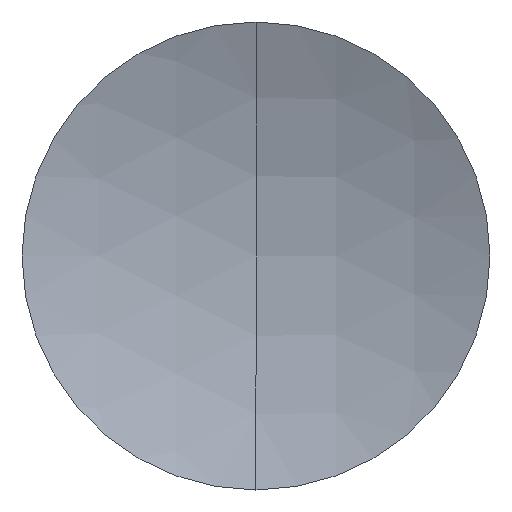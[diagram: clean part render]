
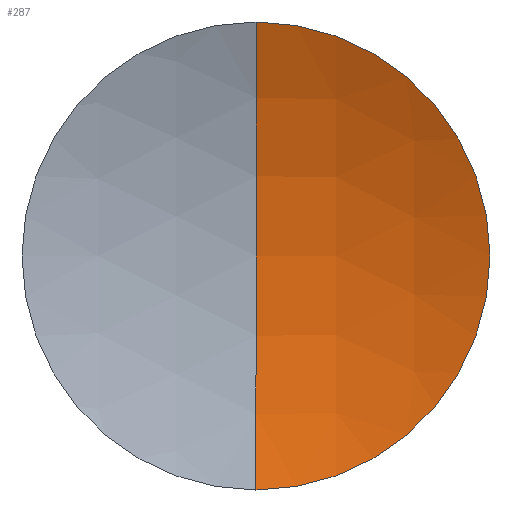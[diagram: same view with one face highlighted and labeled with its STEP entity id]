
A CAD part, left-side view. The second image highlights one B-rep face of the part: STEP entity #287.
In plain terms, the highlighted spherical face has radius 34 mm.
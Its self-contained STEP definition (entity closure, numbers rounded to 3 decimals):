
#5 = ORIENTED_EDGE ( 'NONE', *, *, #330, .T. ) ;
#8 = EDGE_CURVE ( 'NONE', #190, #162, #150, .T. ) ;
#12 = CIRCLE ( 'NONE', #141, 34. ) ;
#14 = DIRECTION ( 'NONE',  ( 0., 1., 0. ) ) ;
#45 = CARTESIAN_POINT ( 'NONE',  ( 224.867, 0., 0. ) ) ;
#48 = CARTESIAN_POINT ( 'NONE',  ( 224.867, 0., 0. ) ) ;
#51 = AXIS2_PLACEMENT_3D ( 'NONE', #45, #14, #99 ) ;
#60 = DIRECTION ( 'NONE',  ( 0., 0., 1. ) ) ;
#76 = CARTESIAN_POINT ( 'NONE',  ( 256.406, 0., -12.7 ) ) ;
#99 = DIRECTION ( 'NONE',  ( 0., 0., 1. ) ) ;
#119 = ORIENTED_EDGE ( 'NONE', *, *, #164, .F. ) ;
#120 = DIRECTION ( 'NONE',  ( 0., 1., 0. ) ) ;
#123 = DIRECTION ( 'NONE',  ( 0., 0., 1. ) ) ;
#135 = CARTESIAN_POINT ( 'NONE',  ( 224.867, 0., 0. ) ) ;
#136 = CARTESIAN_POINT ( 'NONE',  ( 256.406, 0., 0. ) ) ;
#137 = CIRCLE ( 'NONE', #258, 12.7 ) ;
#138 = CARTESIAN_POINT ( 'NONE',  ( 258.867, 0., 0. ) ) ;
#141 = AXIS2_PLACEMENT_3D ( 'NONE', #135, #324, #163 ) ;
#150 = CIRCLE ( 'NONE', #51, 34. ) ;
#156 = SPHERICAL_SURFACE ( 'NONE', #278, 34. ) ;
#162 = VERTEX_POINT ( 'NONE', #76 ) ;
#163 = DIRECTION ( 'NONE',  ( 0., 0., -1. ) ) ;
#164 = EDGE_CURVE ( 'NONE', #190, #257, #12, .T. ) ;
#190 = VERTEX_POINT ( 'NONE', #138 ) ;
#226 = DIRECTION ( 'NONE',  ( -1., 0., 0. ) ) ;
#230 = ORIENTED_EDGE ( 'NONE', *, *, #8, .T. ) ;
#243 = FACE_OUTER_BOUND ( 'NONE', #318, .T. ) ;
#257 = VERTEX_POINT ( 'NONE', #329 ) ;
#258 = AXIS2_PLACEMENT_3D ( 'NONE', #136, #226, #123 ) ;
#278 = AXIS2_PLACEMENT_3D ( 'NONE', #48, #120, #60 ) ;
#287 = ADVANCED_FACE ( 'NONE', ( #243 ), #156, .F. ) ;
#318 = EDGE_LOOP ( 'NONE', ( #119, #230, #5 ) ) ;
#324 = DIRECTION ( 'NONE',  ( 0., -1., 0. ) ) ;
#329 = CARTESIAN_POINT ( 'NONE',  ( 256.406, 0., 12.7 ) ) ;
#330 = EDGE_CURVE ( 'NONE', #162, #257, #137, .T. ) ;
